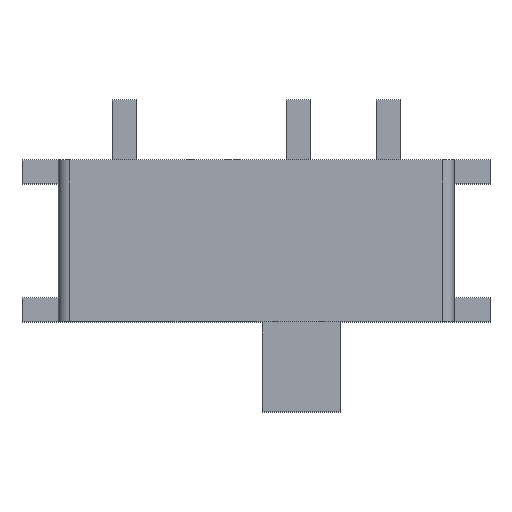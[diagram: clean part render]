
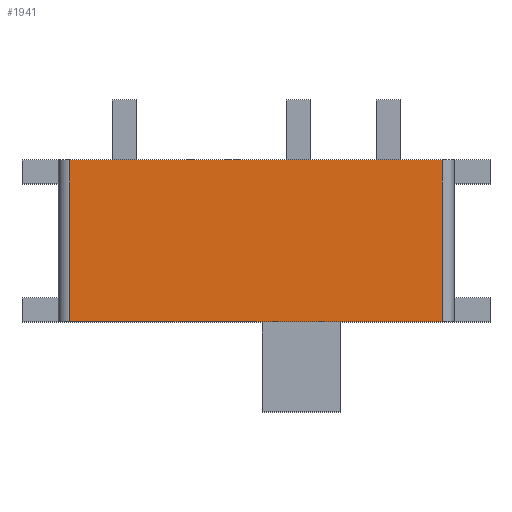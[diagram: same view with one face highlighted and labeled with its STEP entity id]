
A CAD part, top view. The second image highlights one B-rep face of the part: STEP entity #1941.
In plain terms, the highlighted planar face has unit normal (0, 0, 1).
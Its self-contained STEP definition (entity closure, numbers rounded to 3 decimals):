
#526 = EDGE_CURVE('',#527,#529,#531,.T.);
#527 = VERTEX_POINT('',#528);
#528 = CARTESIAN_POINT('',(-3.1,-1.35,1.45));
#529 = VERTEX_POINT('',#530);
#530 = CARTESIAN_POINT('',(3.1,-1.35,1.45));
#531 = SURFACE_CURVE('',#532,(#536,#548),.PCURVE_S1.);
#532 = LINE('',#533,#534);
#533 = CARTESIAN_POINT('',(3.3,-1.35,1.45));
#534 = VECTOR('',#535,1.);
#535 = DIRECTION('',(1.,0.,0.));
#536 = PCURVE('',#537,#542);
#537 = PLANE('',#538);
#538 = AXIS2_PLACEMENT_3D('',#539,#540,#541);
#539 = CARTESIAN_POINT('',(3.3,-1.35,1.45));
#540 = DIRECTION('',(0.,1.,0.));
#541 = DIRECTION('',(-1.,0.,0.));
#542 = DEFINITIONAL_REPRESENTATION('',(#543),#547);
#543 = LINE('',#544,#545);
#544 = CARTESIAN_POINT('',(0.,0.));
#545 = VECTOR('',#546,1.);
#546 = DIRECTION('',(-1.,0.));
#547 = ( GEOMETRIC_REPRESENTATION_CONTEXT(2) 
PARAMETRIC_REPRESENTATION_CONTEXT() REPRESENTATION_CONTEXT('2D SPACE',''
  ) );
#548 = PCURVE('',#549,#554);
#549 = PLANE('',#550);
#550 = AXIS2_PLACEMENT_3D('',#551,#552,#553);
#551 = CARTESIAN_POINT('',(0.,-1.35,1.45));
#552 = DIRECTION('',(0.,0.,1.));
#553 = DIRECTION('',(0.,1.,0.));
#554 = DEFINITIONAL_REPRESENTATION('',(#555),#559);
#555 = LINE('',#556,#557);
#556 = CARTESIAN_POINT('',(0.,-3.3));
#557 = VECTOR('',#558,1.);
#558 = DIRECTION('',(0.,-1.));
#559 = ( GEOMETRIC_REPRESENTATION_CONTEXT(2) 
PARAMETRIC_REPRESENTATION_CONTEXT() REPRESENTATION_CONTEXT('2D SPACE',''
  ) );
#582 = CYLINDRICAL_SURFACE('',#583,0.2);
#583 = AXIS2_PLACEMENT_3D('',#584,#585,#586);
#584 = CARTESIAN_POINT('',(-3.1,-1.35,1.25));
#585 = DIRECTION('',(0.,1.,0.));
#586 = DIRECTION('',(-1.,0.,0.));
#933 = CYLINDRICAL_SURFACE('',#934,0.2);
#934 = AXIS2_PLACEMENT_3D('',#935,#936,#937);
#935 = CARTESIAN_POINT('',(3.1,-1.35,1.25));
#936 = DIRECTION('',(0.,-1.,0.));
#937 = DIRECTION('',(1.,0.,0.));
#981 = PLANE('',#982);
#982 = AXIS2_PLACEMENT_3D('',#983,#984,#985);
#983 = CARTESIAN_POINT('',(3.3,1.35,1.45));
#984 = DIRECTION('',(0.,-1.,0.));
#985 = DIRECTION('',(1.,0.,0.));
#1001 = VERTEX_POINT('',#1002);
#1002 = CARTESIAN_POINT('',(-3.1,1.35,1.45));
#1050 = EDGE_CURVE('',#1051,#1001,#1053,.T.);
#1051 = VERTEX_POINT('',#1052);
#1052 = CARTESIAN_POINT('',(3.1,1.35,1.45));
#1053 = SURFACE_CURVE('',#1054,(#1058,#1065),.PCURVE_S1.);
#1054 = LINE('',#1055,#1056);
#1055 = CARTESIAN_POINT('',(3.3,1.35,1.45));
#1056 = VECTOR('',#1057,1.);
#1057 = DIRECTION('',(-1.,0.,0.));
#1058 = PCURVE('',#981,#1059);
#1059 = DEFINITIONAL_REPRESENTATION('',(#1060),#1064);
#1060 = LINE('',#1061,#1062);
#1061 = CARTESIAN_POINT('',(0.,0.));
#1062 = VECTOR('',#1063,1.);
#1063 = DIRECTION('',(-1.,0.));
#1064 = ( GEOMETRIC_REPRESENTATION_CONTEXT(2) 
PARAMETRIC_REPRESENTATION_CONTEXT() REPRESENTATION_CONTEXT('2D SPACE',''
  ) );
#1065 = PCURVE('',#549,#1066);
#1066 = DEFINITIONAL_REPRESENTATION('',(#1067),#1071);
#1067 = LINE('',#1068,#1069);
#1068 = CARTESIAN_POINT('',(2.7,-3.3));
#1069 = VECTOR('',#1070,1.);
#1070 = DIRECTION('',(0.,1.));
#1071 = ( GEOMETRIC_REPRESENTATION_CONTEXT(2) 
PARAMETRIC_REPRESENTATION_CONTEXT() REPRESENTATION_CONTEXT('2D SPACE',''
  ) );
#1941 = ADVANCED_FACE('',(#1942),#549,.T.);
#1942 = FACE_BOUND('',#1943,.T.);
#1943 = EDGE_LOOP('',(#1944,#1945,#1988,#1989));
#1944 = ORIENTED_EDGE('',*,*,#1050,.T.);
#1945 = ORIENTED_EDGE('',*,*,#1946,.T.);
#1946 = EDGE_CURVE('',#1001,#527,#1947,.T.);
#1947 = SURFACE_CURVE('',#1948,(#1952,#1959),.PCURVE_S1.);
#1948 = LINE('',#1949,#1950);
#1949 = CARTESIAN_POINT('',(-3.1,-1.35,1.45));
#1950 = VECTOR('',#1951,1.);
#1951 = DIRECTION('',(0.,-1.,0.));
#1952 = PCURVE('',#549,#1953);
#1953 = DEFINITIONAL_REPRESENTATION('',(#1954),#1958);
#1954 = LINE('',#1955,#1956);
#1955 = CARTESIAN_POINT('',(0.,3.1));
#1956 = VECTOR('',#1957,1.);
#1957 = DIRECTION('',(-1.,0.));
#1958 = ( GEOMETRIC_REPRESENTATION_CONTEXT(2) 
PARAMETRIC_REPRESENTATION_CONTEXT() REPRESENTATION_CONTEXT('2D SPACE',''
  ) );
#1959 = PCURVE('',#582,#1960);
#1960 = DEFINITIONAL_REPRESENTATION('',(#1961),#1987);
#1961 = B_SPLINE_CURVE_WITH_KNOTS('',3,(#1962,#1963,#1964,#1965,#1966,
    #1967,#1968,#1969,#1970,#1971,#1972,#1973,#1974,#1975,#1976,#1977,
    #1978,#1979,#1980,#1981,#1982,#1983,#1984,#1985,#1986),
  .UNSPECIFIED.,.F.,.F.,(4,1,1,1,1,1,1,1,1,1,1,1,1,1,1,1,1,1,1,1,1,1,4),
  (-2.7,-2.577,-2.455,-2.332,-2.209,
    -2.086,-1.964,-1.841,-1.718,
    -1.595,-1.473,-1.35,-1.227,
    -1.105,-0.982,-0.859,-0.736,
    -0.614,-0.491,-0.368,-0.245,
    -0.123,0.),.UNSPECIFIED.);
#1962 = CARTESIAN_POINT('',(1.571,2.7));
#1963 = CARTESIAN_POINT('',(1.571,2.659));
#1964 = CARTESIAN_POINT('',(1.571,2.577));
#1965 = CARTESIAN_POINT('',(1.571,2.455));
#1966 = CARTESIAN_POINT('',(1.571,2.332));
#1967 = CARTESIAN_POINT('',(1.571,2.209));
#1968 = CARTESIAN_POINT('',(1.571,2.086));
#1969 = CARTESIAN_POINT('',(1.571,1.964));
#1970 = CARTESIAN_POINT('',(1.571,1.841));
#1971 = CARTESIAN_POINT('',(1.571,1.718));
#1972 = CARTESIAN_POINT('',(1.571,1.595));
#1973 = CARTESIAN_POINT('',(1.571,1.473));
#1974 = CARTESIAN_POINT('',(1.571,1.35));
#1975 = CARTESIAN_POINT('',(1.571,1.227));
#1976 = CARTESIAN_POINT('',(1.571,1.105));
#1977 = CARTESIAN_POINT('',(1.571,0.982));
#1978 = CARTESIAN_POINT('',(1.571,0.859));
#1979 = CARTESIAN_POINT('',(1.571,0.736));
#1980 = CARTESIAN_POINT('',(1.571,0.614));
#1981 = CARTESIAN_POINT('',(1.571,0.491));
#1982 = CARTESIAN_POINT('',(1.571,0.368));
#1983 = CARTESIAN_POINT('',(1.571,0.245));
#1984 = CARTESIAN_POINT('',(1.571,0.123));
#1985 = CARTESIAN_POINT('',(1.571,0.041));
#1986 = CARTESIAN_POINT('',(1.571,0.));
#1987 = ( GEOMETRIC_REPRESENTATION_CONTEXT(2) 
PARAMETRIC_REPRESENTATION_CONTEXT() REPRESENTATION_CONTEXT('2D SPACE',''
  ) );
#1988 = ORIENTED_EDGE('',*,*,#526,.T.);
#1989 = ORIENTED_EDGE('',*,*,#1990,.T.);
#1990 = EDGE_CURVE('',#529,#1051,#1991,.T.);
#1991 = SURFACE_CURVE('',#1992,(#1996,#2003),.PCURVE_S1.);
#1992 = LINE('',#1993,#1994);
#1993 = CARTESIAN_POINT('',(3.1,1.35,1.45));
#1994 = VECTOR('',#1995,1.);
#1995 = DIRECTION('',(0.,1.,0.));
#1996 = PCURVE('',#549,#1997);
#1997 = DEFINITIONAL_REPRESENTATION('',(#1998),#2002);
#1998 = LINE('',#1999,#2000);
#1999 = CARTESIAN_POINT('',(2.7,-3.1));
#2000 = VECTOR('',#2001,1.);
#2001 = DIRECTION('',(1.,0.));
#2002 = ( GEOMETRIC_REPRESENTATION_CONTEXT(2) 
PARAMETRIC_REPRESENTATION_CONTEXT() REPRESENTATION_CONTEXT('2D SPACE',''
  ) );
#2003 = PCURVE('',#933,#2004);
#2004 = DEFINITIONAL_REPRESENTATION('',(#2005),#2031);
#2005 = B_SPLINE_CURVE_WITH_KNOTS('',3,(#2006,#2007,#2008,#2009,#2010,
    #2011,#2012,#2013,#2014,#2015,#2016,#2017,#2018,#2019,#2020,#2021,
    #2022,#2023,#2024,#2025,#2026,#2027,#2028,#2029,#2030),
  .UNSPECIFIED.,.F.,.F.,(4,1,1,1,1,1,1,1,1,1,1,1,1,1,1,1,1,1,1,1,1,1,4),
  (-2.7,-2.577,-2.455,-2.332,-2.209,
    -2.086,-1.964,-1.841,-1.718,
    -1.595,-1.473,-1.35,-1.227,
    -1.105,-0.982,-0.859,-0.736,
    -0.614,-0.491,-0.368,-0.245,
    -0.123,0.),.UNSPECIFIED.);
#2006 = CARTESIAN_POINT('',(1.571,0.));
#2007 = CARTESIAN_POINT('',(1.571,-0.041));
#2008 = CARTESIAN_POINT('',(1.571,-0.123));
#2009 = CARTESIAN_POINT('',(1.571,-0.245));
#2010 = CARTESIAN_POINT('',(1.571,-0.368));
#2011 = CARTESIAN_POINT('',(1.571,-0.491));
#2012 = CARTESIAN_POINT('',(1.571,-0.614));
#2013 = CARTESIAN_POINT('',(1.571,-0.736));
#2014 = CARTESIAN_POINT('',(1.571,-0.859));
#2015 = CARTESIAN_POINT('',(1.571,-0.982));
#2016 = CARTESIAN_POINT('',(1.571,-1.105));
#2017 = CARTESIAN_POINT('',(1.571,-1.227));
#2018 = CARTESIAN_POINT('',(1.571,-1.35));
#2019 = CARTESIAN_POINT('',(1.571,-1.473));
#2020 = CARTESIAN_POINT('',(1.571,-1.595));
#2021 = CARTESIAN_POINT('',(1.571,-1.718));
#2022 = CARTESIAN_POINT('',(1.571,-1.841));
#2023 = CARTESIAN_POINT('',(1.571,-1.964));
#2024 = CARTESIAN_POINT('',(1.571,-2.086));
#2025 = CARTESIAN_POINT('',(1.571,-2.209));
#2026 = CARTESIAN_POINT('',(1.571,-2.332));
#2027 = CARTESIAN_POINT('',(1.571,-2.455));
#2028 = CARTESIAN_POINT('',(1.571,-2.577));
#2029 = CARTESIAN_POINT('',(1.571,-2.659));
#2030 = CARTESIAN_POINT('',(1.571,-2.7));
#2031 = ( GEOMETRIC_REPRESENTATION_CONTEXT(2) 
PARAMETRIC_REPRESENTATION_CONTEXT() REPRESENTATION_CONTEXT('2D SPACE',''
  ) );
